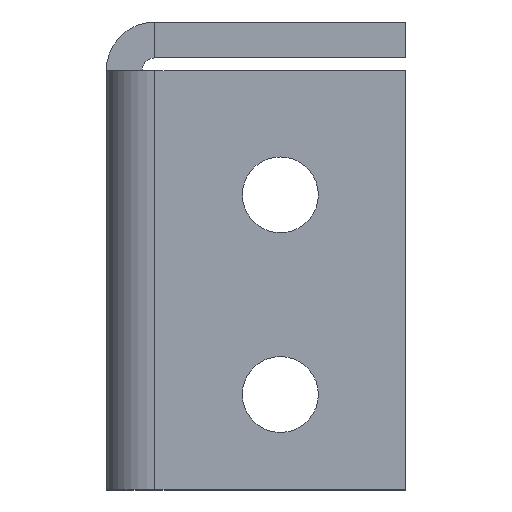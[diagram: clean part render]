
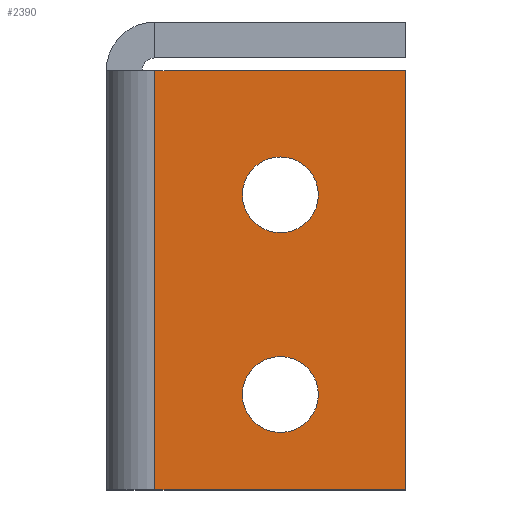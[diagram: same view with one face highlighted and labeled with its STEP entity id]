
A CAD part, left-side view. The second image highlights one B-rep face of the part: STEP entity #2390.
In plain terms, the highlighted planar face has unit normal (-1, 0, 0).
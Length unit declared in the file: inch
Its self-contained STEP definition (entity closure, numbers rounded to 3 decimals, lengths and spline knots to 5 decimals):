
#1 = VERTEX_POINT ( 'NONE', #416 ) ;
#81 = ORIENTED_EDGE ( 'NONE', *, *, #2506, .T. ) ;
#141 = AXIS2_PLACEMENT_3D ( 'NONE', #492, #2074, #1875 ) ;
#206 = CARTESIAN_POINT ( 'NONE',  ( 0., 0., -1.05 ) ) ;
#225 = VERTEX_POINT ( 'NONE', #1172 ) ;
#233 = DIRECTION ( 'NONE',  ( 0., 0., 1. ) ) ;
#260 = DIRECTION ( 'NONE',  ( 0., -1., 0. ) ) ;
#281 = DIRECTION ( 'NONE',  ( 0., 1., 0. ) ) ;
#291 = CIRCLE ( 'NONE', #1075, 0.095 ) ;
#312 = ORIENTED_EDGE ( 'NONE', *, *, #1603, .F. ) ;
#343 = VECTOR ( 'NONE', #1134, 39.37008 ) ;
#346 = ORIENTED_EDGE ( 'NONE', *, *, #2379, .T. ) ;
#416 = CARTESIAN_POINT ( 'NONE',  ( 0., -0.341, -0.81091 ) ) ;
#421 = DIRECTION ( 'NONE',  ( 0., 1., 0. ) ) ;
#442 = EDGE_CURVE ( 'NONE', #2219, #597, #2160, .T. ) ;
#492 = CARTESIAN_POINT ( 'NONE',  ( 0., 0., 0. ) ) ;
#504 = CARTESIAN_POINT ( 'NONE',  ( 0., -0.122, 0. ) ) ;
#506 = CARTESIAN_POINT ( 'NONE',  ( 0., -0.75, -1.05 ) ) ;
#507 = DIRECTION ( 'NONE',  ( 0., 0., 1. ) ) ;
#597 = VERTEX_POINT ( 'NONE', #506 ) ;
#601 = ORIENTED_EDGE ( 'NONE', *, *, #1807, .T. ) ;
#607 = CARTESIAN_POINT ( 'NONE',  ( 0., -0.341, -0.31091 ) ) ;
#630 = VECTOR ( 'NONE', #233, 39.37008 ) ;
#643 = LINE ( 'NONE', #1217, #630 ) ;
#668 = AXIS2_PLACEMENT_3D ( 'NONE', #850, #1389, #2166 ) ;
#690 = PLANE ( 'NONE',  #141 ) ;
#705 = LINE ( 'NONE', #1109, #1470 ) ;
#710 = CIRCLE ( 'NONE', #965, 0.095 ) ;
#850 = CARTESIAN_POINT ( 'NONE',  ( 0., -0.436, -0.81091 ) ) ;
#859 = CARTESIAN_POINT ( 'NONE',  ( 0., -0.75, 0. ) ) ;
#911 = ORIENTED_EDGE ( 'NONE', *, *, #442, .T. ) ;
#932 = ORIENTED_EDGE ( 'NONE', *, *, #2145, .T. ) ;
#965 = AXIS2_PLACEMENT_3D ( 'NONE', #1028, #1251, #421 ) ;
#975 = ORIENTED_EDGE ( 'NONE', *, *, #2333, .T. ) ;
#1028 = CARTESIAN_POINT ( 'NONE',  ( 0., -0.436, -0.31091 ) ) ;
#1053 = VERTEX_POINT ( 'NONE', #504 ) ;
#1075 = AXIS2_PLACEMENT_3D ( 'NONE', #2257, #2456, #281 ) ;
#1109 = CARTESIAN_POINT ( 'NONE',  ( 0., -0.122, 0. ) ) ;
#1130 = VERTEX_POINT ( 'NONE', #607 ) ;
#1134 = DIRECTION ( 'NONE',  ( 0., 1., 0. ) ) ;
#1172 = CARTESIAN_POINT ( 'NONE',  ( 0., -0.531, -0.31091 ) ) ;
#1185 = EDGE_LOOP ( 'NONE', ( #81, #1439 ) ) ;
#1213 = EDGE_LOOP ( 'NONE', ( #601, #932 ) ) ;
#1217 = CARTESIAN_POINT ( 'NONE',  ( 0., -0.75, 0. ) ) ;
#1251 = DIRECTION ( 'NONE',  ( 1., 0., 0. ) ) ;
#1262 = FACE_OUTER_BOUND ( 'NONE', #1333, .T. ) ;
#1333 = EDGE_LOOP ( 'NONE', ( #312, #911, #975, #346 ) ) ;
#1389 = DIRECTION ( 'NONE',  ( 1., 0., 0. ) ) ;
#1439 = ORIENTED_EDGE ( 'NONE', *, *, #1677, .T. ) ;
#1443 = CIRCLE ( 'NONE', #668, 0.095 ) ;
#1446 = DIRECTION ( 'NONE',  ( 0., 1., 0. ) ) ;
#1470 = VECTOR ( 'NONE', #507, 39.37008 ) ;
#1472 = VECTOR ( 'NONE', #260, 39.37008 ) ;
#1474 = CARTESIAN_POINT ( 'NONE',  ( 0., -0.122, -1.05 ) ) ;
#1603 = EDGE_CURVE ( 'NONE', #2219, #1053, #705, .T. ) ;
#1677 = EDGE_CURVE ( 'NONE', #225, #1130, #2167, .T. ) ;
#1702 = LINE ( 'NONE', #2441, #343 ) ;
#1807 = EDGE_CURVE ( 'NONE', #1, #2096, #291, .T. ) ;
#1875 = DIRECTION ( 'NONE',  ( 0., 1., 0. ) ) ;
#1904 = FACE_BOUND ( 'NONE', #1213, .T. ) ;
#1989 = CARTESIAN_POINT ( 'NONE',  ( 0., -0.531, -0.81091 ) ) ;
#2074 = DIRECTION ( 'NONE',  ( 1., 0., 0. ) ) ;
#2096 = VERTEX_POINT ( 'NONE', #1989 ) ;
#2099 = FACE_BOUND ( 'NONE', #1185, .T. ) ;
#2121 = CARTESIAN_POINT ( 'NONE',  ( 0., -0.436, -0.31091 ) ) ;
#2145 = EDGE_CURVE ( 'NONE', #2096, #1, #1443, .T. ) ;
#2160 = LINE ( 'NONE', #206, #1472 ) ;
#2166 = DIRECTION ( 'NONE',  ( 0., 1., 0. ) ) ;
#2167 = CIRCLE ( 'NONE', #2484, 0.095 ) ;
#2219 = VERTEX_POINT ( 'NONE', #1474 ) ;
#2239 = VERTEX_POINT ( 'NONE', #859 ) ;
#2257 = CARTESIAN_POINT ( 'NONE',  ( 0., -0.436, -0.81091 ) ) ;
#2333 = EDGE_CURVE ( 'NONE', #597, #2239, #643, .T. ) ;
#2379 = EDGE_CURVE ( 'NONE', #2239, #1053, #1702, .T. ) ;
#2383 = DIRECTION ( 'NONE',  ( 1., 0., 0. ) ) ;
#2390 = ADVANCED_FACE ( 'NONE', ( #2099, #1904, #1262 ), #690, .F. ) ;
#2441 = CARTESIAN_POINT ( 'NONE',  ( 0., 0., 0. ) ) ;
#2456 = DIRECTION ( 'NONE',  ( 1., 0., 0. ) ) ;
#2484 = AXIS2_PLACEMENT_3D ( 'NONE', #2121, #2383, #1446 ) ;
#2506 = EDGE_CURVE ( 'NONE', #1130, #225, #710, .T. ) ;
